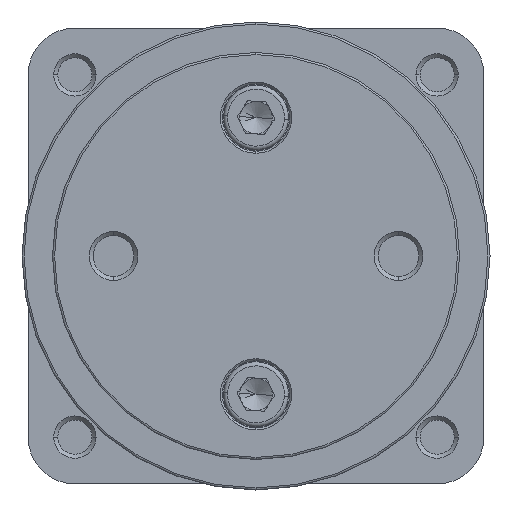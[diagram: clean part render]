
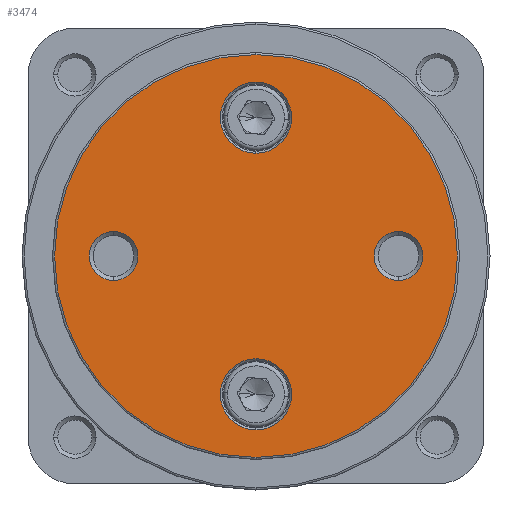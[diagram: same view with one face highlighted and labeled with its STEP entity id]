
A CAD part, left-side view. The second image highlights one B-rep face of the part: STEP entity #3474.
In plain terms, the highlighted planar face has unit normal (-1, 0, 0).
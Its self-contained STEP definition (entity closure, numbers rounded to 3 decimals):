
#599 = EDGE_CURVE ( 'NONE', #8239, #741, #8016, .T. ) ;
#741 = VERTEX_POINT ( 'NONE', #3815 ) ;
#742 = VERTEX_POINT ( 'NONE', #3816 ) ;
#745 = VERTEX_POINT ( 'NONE', #3818 ) ;
#750 = VERTEX_POINT ( 'NONE', #3822 ) ;
#752 = VERTEX_POINT ( 'NONE', #3824 ) ;
#753 = VERTEX_POINT ( 'NONE', #3825 ) ;
#754 = VERTEX_POINT ( 'NONE', #3826 ) ;
#791 = VERTEX_POINT ( 'NONE', #3860 ) ;
#2705 = CARTESIAN_POINT ( 'NONE',  ( 0., 0., -34. ) ) ;
#2706 = DIRECTION ( 'NONE',  ( 1., 0., 0. ) ) ;
#2707 = DIRECTION ( 'NONE',  ( 0., 0., -1. ) ) ;
#2738 = CARTESIAN_POINT ( 'NONE',  ( 0., 0., 0. ) ) ;
#2739 = DIRECTION ( 'NONE',  ( -1., 0., 0. ) ) ;
#2740 = DIRECTION ( 'NONE',  ( 0., 0., -1. ) ) ;
#2750 = CARTESIAN_POINT ( 'NONE',  ( 0., 0., 34. ) ) ;
#2751 = DIRECTION ( 'NONE',  ( 1., 0., 0. ) ) ;
#2752 = DIRECTION ( 'NONE',  ( 0., 0., -1. ) ) ;
#2812 = CARTESIAN_POINT ( 'NONE',  ( 0., 35., 0. ) ) ;
#2813 = DIRECTION ( 'NONE',  ( 1., 0., 0. ) ) ;
#2814 = DIRECTION ( 'NONE',  ( 0., 0., -1. ) ) ;
#2823 = CARTESIAN_POINT ( 'NONE',  ( 0., -35., 0. ) ) ;
#2825 = DIRECTION ( 'NONE',  ( 1., 0., 0. ) ) ;
#2826 = DIRECTION ( 'NONE',  ( 0., 0., -1. ) ) ;
#2858 = CARTESIAN_POINT ( 'NONE',  ( 0., 0., -34. ) ) ;
#2861 = CARTESIAN_POINT ( 'NONE',  ( 0., 0., 0. ) ) ;
#2865 = DIRECTION ( 'NONE',  ( 1., 0., 0. ) ) ;
#2866 = DIRECTION ( 'NONE',  ( 0., 0., -1. ) ) ;
#2867 = DIRECTION ( 'NONE',  ( -1., 0., 0. ) ) ;
#2868 = DIRECTION ( 'NONE',  ( 0., 0., -1. ) ) ;
#2882 = CARTESIAN_POINT ( 'NONE',  ( 0., 0., 34. ) ) ;
#2890 = DIRECTION ( 'NONE',  ( 1., 0., 0. ) ) ;
#2891 = DIRECTION ( 'NONE',  ( 0., 0., -1. ) ) ;
#2896 = CARTESIAN_POINT ( 'NONE',  ( 0., 35., 0. ) ) ;
#2903 = DIRECTION ( 'NONE',  ( 1., 0., 0. ) ) ;
#2904 = DIRECTION ( 'NONE',  ( 0., 0., -1. ) ) ;
#3121 = CARTESIAN_POINT ( 'NONE',  ( 0., -35., 6. ) ) ;
#3122 = CARTESIAN_POINT ( 'NONE',  ( 0., 35., -6. ) ) ;
#3474 = ADVANCED_FACE ( 'NONE', ( #4916, #4921, #4923, #4925, #4919 ), #4119, .F. ) ;
#3815 = CARTESIAN_POINT ( 'NONE',  ( 0., -35., -6. ) ) ;
#3816 = CARTESIAN_POINT ( 'NONE',  ( 0., 0., 49.5 ) ) ;
#3818 = CARTESIAN_POINT ( 'NONE',  ( 0., 35., 6. ) ) ;
#3822 = CARTESIAN_POINT ( 'NONE',  ( 0., 0., -49.5 ) ) ;
#3824 = CARTESIAN_POINT ( 'NONE',  ( 0., 0., 25.25 ) ) ;
#3825 = CARTESIAN_POINT ( 'NONE',  ( 0., 0., 42.75 ) ) ;
#3826 = CARTESIAN_POINT ( 'NONE',  ( 0., 0., -42.75 ) ) ;
#3860 = CARTESIAN_POINT ( 'NONE',  ( 0., 0., -25.25 ) ) ;
#4072 = CARTESIAN_POINT ( 'NONE',  ( 0., 0., 0. ) ) ;
#4119 = PLANE ( 'NONE',  #6723 ) ;
#4122 = DIRECTION ( 'NONE',  ( 1., 0., 0. ) ) ;
#4123 = DIRECTION ( 'NONE',  ( 0., 0., -1. ) ) ;
#4916 = FACE_OUTER_BOUND ( 'NONE', #8478, .T. ) ;
#4919 = FACE_BOUND ( 'NONE', #8334, .T. ) ;
#4921 = FACE_BOUND ( 'NONE', #8457, .T. ) ;
#4923 = FACE_BOUND ( 'NONE', #8249, .T. ) ;
#4925 = FACE_BOUND ( 'NONE', #8443, .T. ) ;
#5666 = CIRCLE ( 'NONE', #6919, 8.75 ) ;
#5681 = CIRCLE ( 'NONE', #6928, 49.5 ) ;
#5688 = CIRCLE ( 'NONE', #6929, 8.75 ) ;
#5726 = CIRCLE ( 'NONE', #6941, 6. ) ;
#5734 = CIRCLE ( 'NONE', #6947, 6. ) ;
#5749 = CIRCLE ( 'NONE', #6956, 8.75 ) ;
#5750 = CIRCLE ( 'NONE', #6957, 49.5 ) ;
#5758 = CIRCLE ( 'NONE', #6963, 8.75 ) ;
#5763 = CIRCLE ( 'NONE', #6968, 6. ) ;
#6288 = EDGE_CURVE ( 'NONE', #791, #754, #5666, .T. ) ;
#6300 = EDGE_CURVE ( 'NONE', #742, #750, #5681, .T. ) ;
#6305 = EDGE_CURVE ( 'NONE', #753, #752, #5688, .T. ) ;
#6330 = EDGE_CURVE ( 'NONE', #745, #8240, #5726, .T. ) ;
#6335 = EDGE_CURVE ( 'NONE', #741, #8239, #5734, .T. ) ;
#6349 = EDGE_CURVE ( 'NONE', #754, #791, #5749, .T. ) ;
#6350 = EDGE_CURVE ( 'NONE', #750, #742, #5750, .T. ) ;
#6358 = EDGE_CURVE ( 'NONE', #752, #753, #5758, .T. ) ;
#6362 = EDGE_CURVE ( 'NONE', #8240, #745, #5763, .T. ) ;
#6581 = AXIS2_PLACEMENT_3D ( 'NONE', #8140, #8139, #8137 ) ;
#6723 = AXIS2_PLACEMENT_3D ( 'NONE', #4072, #4122, #4123 ) ;
#6919 = AXIS2_PLACEMENT_3D ( 'NONE', #2705, #2706, #2707 ) ;
#6928 = AXIS2_PLACEMENT_3D ( 'NONE', #2738, #2739, #2740 ) ;
#6929 = AXIS2_PLACEMENT_3D ( 'NONE', #2750, #2751, #2752 ) ;
#6941 = AXIS2_PLACEMENT_3D ( 'NONE', #2812, #2813, #2814 ) ;
#6947 = AXIS2_PLACEMENT_3D ( 'NONE', #2823, #2825, #2826 ) ;
#6956 = AXIS2_PLACEMENT_3D ( 'NONE', #2858, #2865, #2866 ) ;
#6957 = AXIS2_PLACEMENT_3D ( 'NONE', #2861, #2867, #2868 ) ;
#6963 = AXIS2_PLACEMENT_3D ( 'NONE', #2882, #2890, #2891 ) ;
#6968 = AXIS2_PLACEMENT_3D ( 'NONE', #2896, #2903, #2904 ) ;
#7423 = ORIENTED_EDGE ( 'NONE', *, *, #6362, .T. ) ;
#7424 = ORIENTED_EDGE ( 'NONE', *, *, #6330, .T. ) ;
#7425 = ORIENTED_EDGE ( 'NONE', *, *, #6335, .T. ) ;
#7426 = ORIENTED_EDGE ( 'NONE', *, *, #599, .T. ) ;
#7427 = ORIENTED_EDGE ( 'NONE', *, *, #6358, .T. ) ;
#7428 = ORIENTED_EDGE ( 'NONE', *, *, #6305, .T. ) ;
#7429 = ORIENTED_EDGE ( 'NONE', *, *, #6349, .T. ) ;
#7430 = ORIENTED_EDGE ( 'NONE', *, *, #6288, .T. ) ;
#7431 = ORIENTED_EDGE ( 'NONE', *, *, #6300, .T. ) ;
#7432 = ORIENTED_EDGE ( 'NONE', *, *, #6350, .T. ) ;
#8016 = CIRCLE ( 'NONE', #6581, 6. ) ;
#8137 = DIRECTION ( 'NONE',  ( 0., 0., -1. ) ) ;
#8139 = DIRECTION ( 'NONE',  ( 1., 0., 0. ) ) ;
#8140 = CARTESIAN_POINT ( 'NONE',  ( 0., -35., 0. ) ) ;
#8239 = VERTEX_POINT ( 'NONE', #3121 ) ;
#8240 = VERTEX_POINT ( 'NONE', #3122 ) ;
#8249 = EDGE_LOOP ( 'NONE', ( #7428, #7427 ) ) ;
#8334 = EDGE_LOOP ( 'NONE', ( #7424, #7423 ) ) ;
#8443 = EDGE_LOOP ( 'NONE', ( #7426, #7425 ) ) ;
#8457 = EDGE_LOOP ( 'NONE', ( #7430, #7429 ) ) ;
#8478 = EDGE_LOOP ( 'NONE', ( #7432, #7431 ) ) ;
